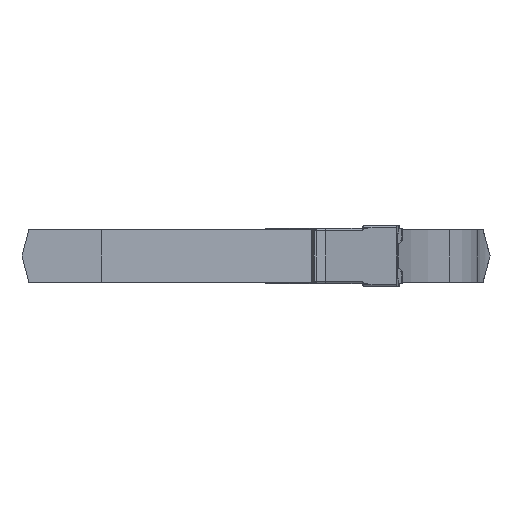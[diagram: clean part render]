
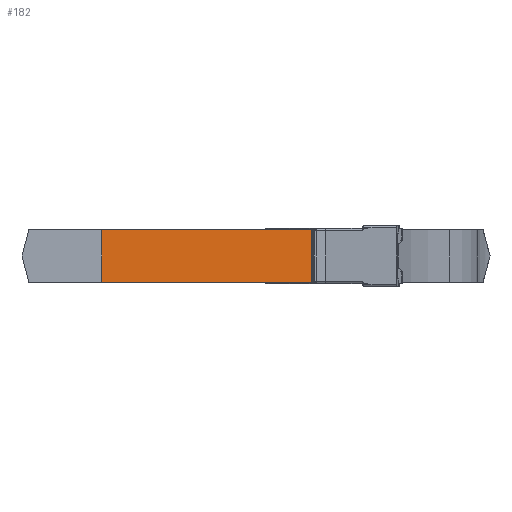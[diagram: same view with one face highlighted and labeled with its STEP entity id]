
A CAD part, left-side view. The second image highlights one B-rep face of the part: STEP entity #182.
In plain terms, the highlighted planar face has unit normal (-0.999, -0.052, 0).
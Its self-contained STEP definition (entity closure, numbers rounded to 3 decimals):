
#182=ADVANCED_FACE('',(#313),#244,.F.);
#244=PLANE('',#1747);
#313=FACE_OUTER_BOUND('',#396,.T.);
#396=EDGE_LOOP('',(#801,#802,#803,#804));
#801=ORIENTED_EDGE('',*,*,#1233,.F.);
#802=ORIENTED_EDGE('',*,*,#1273,.T.);
#803=ORIENTED_EDGE('',*,*,#1216,.F.);
#804=ORIENTED_EDGE('',*,*,#1272,.T.);
#1018=VERTEX_POINT('',#2543);
#1019=VERTEX_POINT('',#2545);
#1035=VERTEX_POINT('',#2578);
#1036=VERTEX_POINT('',#2580);
#1216=EDGE_CURVE('',#1018,#1019,#1402,.T.);
#1233=EDGE_CURVE('',#1035,#1036,#1411,.T.);
#1272=EDGE_CURVE('',#1018,#1036,#1433,.T.);
#1273=EDGE_CURVE('',#1035,#1019,#1434,.T.);
#1402=LINE('',#2544,#1563);
#1411=LINE('',#2579,#1572);
#1433=LINE('',#2655,#1594);
#1434=LINE('',#2657,#1595);
#1563=VECTOR('',#2066,1.);
#1572=VECTOR('',#2093,1.);
#1594=VECTOR('',#2159,1.);
#1595=VECTOR('',#2162,1.);
#1747=AXIS2_PLACEMENT_3D('',#2658,#2163,#2164);
#2066=DIRECTION('',(0.052,-0.999,0.));
#2093=DIRECTION('',(-0.052,0.999,0.));
#2159=DIRECTION('',(0.,0.,-1.));
#2162=DIRECTION('',(0.,0.,1.));
#2163=DIRECTION('',(0.999,0.052,0.));
#2164=DIRECTION('',(-0.052,0.999,0.));
#2543=CARTESIAN_POINT('',(0.25,19.3,3.5));
#2544=CARTESIAN_POINT('',(0.25,19.3,3.5));
#2545=CARTESIAN_POINT('',(0.987,5.241,3.5));
#2578=CARTESIAN_POINT('',(0.987,5.241,0.1));
#2579=CARTESIAN_POINT('',(0.25,19.3,0.1));
#2580=CARTESIAN_POINT('',(0.25,19.3,0.1));
#2655=CARTESIAN_POINT('',(0.25,19.3,4.7));
#2657=CARTESIAN_POINT('',(0.987,5.241,5.1));
#2658=CARTESIAN_POINT('',(0.25,19.3,4.7));
